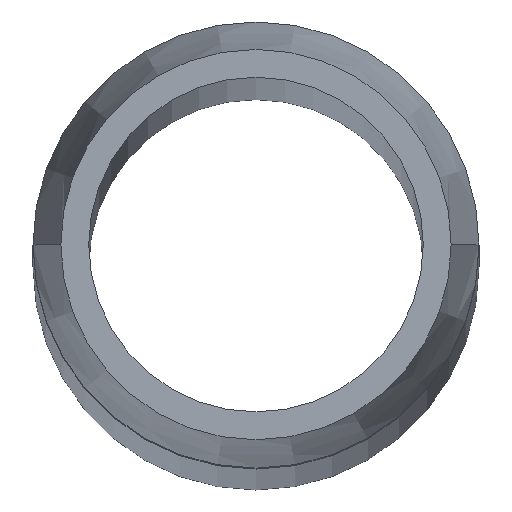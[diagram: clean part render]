
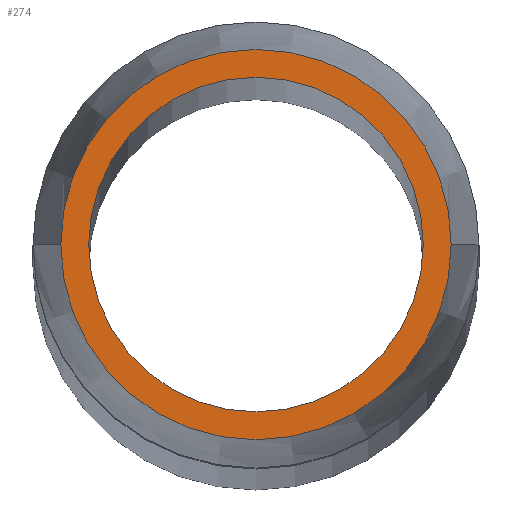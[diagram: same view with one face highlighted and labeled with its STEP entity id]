
A CAD part, top view. The second image highlights one B-rep face of the part: STEP entity #274.
In plain terms, the highlighted planar face has unit normal (0, 0, 1).
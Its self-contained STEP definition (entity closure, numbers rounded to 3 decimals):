
#13 = AXIS2_PLACEMENT_3D ( 'NONE', #367, #30, #502 ) ;
#30 = DIRECTION ( 'NONE',  ( 0., 0., -1. ) ) ;
#39 = DIRECTION ( 'NONE',  ( 1., 0., 0. ) ) ;
#72 = CARTESIAN_POINT ( 'NONE',  ( 3.5, 0., 230. ) ) ;
#92 = DIRECTION ( 'NONE',  ( 0., 0., 1. ) ) ;
#132 = AXIS2_PLACEMENT_3D ( 'NONE', #247, #428, #469 ) ;
#138 = EDGE_CURVE ( 'NONE', #443, #420, #369, .T. ) ;
#148 = VERTEX_POINT ( 'NONE', #553 ) ;
#169 = EDGE_CURVE ( 'NONE', #420, #443, #415, .T. ) ;
#198 = CIRCLE ( 'NONE', #132, 3. ) ;
#225 = FACE_OUTER_BOUND ( 'NONE', #528, .T. ) ;
#228 = CARTESIAN_POINT ( 'NONE',  ( 0., 0., 230. ) ) ;
#240 = VERTEX_POINT ( 'NONE', #566 ) ;
#243 = CIRCLE ( 'NONE', #325, 3. ) ;
#247 = CARTESIAN_POINT ( 'NONE',  ( 0., 0., 230. ) ) ;
#254 = EDGE_LOOP ( 'NONE', ( #433, #401 ) ) ;
#264 = AXIS2_PLACEMENT_3D ( 'NONE', #518, #92, #39 ) ;
#274 = ADVANCED_FACE ( 'NONE', ( #606, #225 ), #329, .T. ) ;
#317 = DIRECTION ( 'NONE',  ( 0., 0., -1. ) ) ;
#325 = AXIS2_PLACEMENT_3D ( 'NONE', #228, #488, #331 ) ;
#329 = PLANE ( 'NONE',  #264 ) ;
#331 = DIRECTION ( 'NONE',  ( 1., 0., 0. ) ) ;
#342 = ORIENTED_EDGE ( 'NONE', *, *, #138, .F. ) ;
#360 = CARTESIAN_POINT ( 'NONE',  ( 0., 0., 230. ) ) ;
#367 = CARTESIAN_POINT ( 'NONE',  ( 0., 0., 230. ) ) ;
#369 = CIRCLE ( 'NONE', #13, 3.5 ) ;
#401 = ORIENTED_EDGE ( 'NONE', *, *, #555, .F. ) ;
#415 = CIRCLE ( 'NONE', #532, 3.5 ) ;
#420 = VERTEX_POINT ( 'NONE', #72 ) ;
#428 = DIRECTION ( 'NONE',  ( 0., 0., 1. ) ) ;
#433 = ORIENTED_EDGE ( 'NONE', *, *, #473, .F. ) ;
#443 = VERTEX_POINT ( 'NONE', #578 ) ;
#469 = DIRECTION ( 'NONE',  ( 1., 0., 0. ) ) ;
#473 = EDGE_CURVE ( 'NONE', #240, #148, #198, .T. ) ;
#488 = DIRECTION ( 'NONE',  ( 0., 0., 1. ) ) ;
#502 = DIRECTION ( 'NONE',  ( -1., 0., 0. ) ) ;
#518 = CARTESIAN_POINT ( 'NONE',  ( 0., 0., 230. ) ) ;
#528 = EDGE_LOOP ( 'NONE', ( #342, #557 ) ) ;
#532 = AXIS2_PLACEMENT_3D ( 'NONE', #360, #317, #548 ) ;
#548 = DIRECTION ( 'NONE',  ( -1., 0., 0. ) ) ;
#553 = CARTESIAN_POINT ( 'NONE',  ( 3., 0., 230. ) ) ;
#555 = EDGE_CURVE ( 'NONE', #148, #240, #243, .T. ) ;
#557 = ORIENTED_EDGE ( 'NONE', *, *, #169, .F. ) ;
#566 = CARTESIAN_POINT ( 'NONE',  ( -3., 0., 230. ) ) ;
#578 = CARTESIAN_POINT ( 'NONE',  ( -3.5, 0., 230. ) ) ;
#606 = FACE_BOUND ( 'NONE', #254, .T. ) ;
